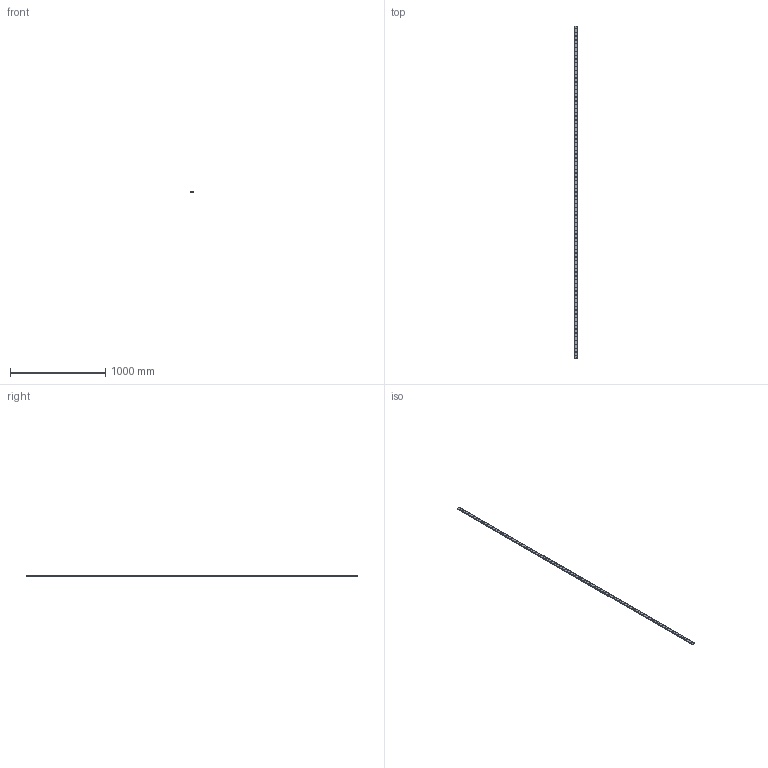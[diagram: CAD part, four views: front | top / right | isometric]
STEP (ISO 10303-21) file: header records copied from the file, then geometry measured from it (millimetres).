
FILE_DESCRIPTION(('STEP AP214'),'1');
FILE_NAME('cctmp_63BFC46A-A01E-471E-A0FF-44AF382BAB02_2021_03_02_13_56_53_0076..stp','2021-03-02T12:56:53',('HIWIN GmbH'),('CADClick - www.CADClick.com'),'Spatial InterOp 3D',' ','unknown authorization');
FILE_SCHEMA(('AUTOMOTIVE_DESIGN'));
Length unit declared in the file: millimetre
Products named in the file (1): WER17R3490H_FILE
Bounding box: 33 x 3490 x 9.3 mm (x, y, z)
Volume: 964120.5 mm3; surface area: 340920.7 mm2
Topology: 1 solids, 1 shells, 1669 faces, 3423 edges, 2282 vertices
Faces by surface type: cylinder 1062, plane 607
Entity records: 58437 total; most frequent: DIRECTION 8887, CARTESIAN_POINT 7375, ORIENTED_EDGE 6846, AXIS2_PLACEMENT_3D 3794, EDGE_CURVE 3423, VERTEX_POINT 2282, EDGE_LOOP 2195, CIRCLE 2124
